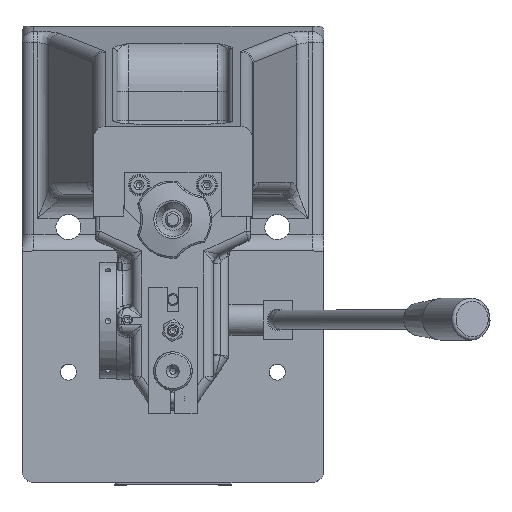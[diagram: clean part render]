
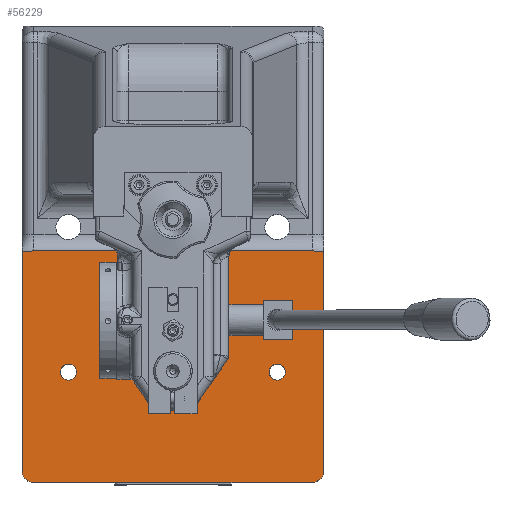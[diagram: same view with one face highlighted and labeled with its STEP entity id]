
A CAD part, top view. The second image highlights one B-rep face of the part: STEP entity #56229.
In plain terms, the highlighted planar face has unit normal (0, 0, 1).
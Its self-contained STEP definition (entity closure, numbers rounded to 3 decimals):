
#1299=B_SPLINE_CURVE_WITH_KNOTS('',3,(#74718,#74719,#74720,#74721,#74722,
#74723),.UNSPECIFIED.,.F.,.F.,(4,2,4),(-0.563,-0.307,
0.),.UNSPECIFIED.);
#1300=B_SPLINE_CURVE_WITH_KNOTS('',3,(#74734,#74735,#74736,#74737,#74738,
#74739),.UNSPECIFIED.,.F.,.F.,(4,2,4),(0.,0.307,0.563),
 .UNSPECIFIED.);
#4165=FACE_BOUND('',#8981,.T.);
#4166=FACE_BOUND('',#8982,.T.);
#4167=FACE_BOUND('',#8983,.T.);
#4168=FACE_BOUND('',#8984,.T.);
#4645=CIRCLE('',#59392,4.188);
#4647=CIRCLE('',#59395,4.188);
#4649=CIRCLE('',#59400,10.);
#4717=CIRCLE('',#59530,6.);
#4718=CIRCLE('',#59531,6.);
#8981=EDGE_LOOP('',(#35700));
#8982=EDGE_LOOP('',(#35701));
#8983=EDGE_LOOP('',(#35702));
#8984=EDGE_LOOP('',(#35703,#35704,#35705,#35706,#35707,#35708,#35709,#35710));
#12627=LINE('',#74716,#17261);
#12628=LINE('',#74725,#17262);
#12629=LINE('',#74729,#17263);
#12630=LINE('',#74733,#17264);
#17261=VECTOR('',#63137,144.);
#17262=VECTOR('',#63138,113.232);
#17263=VECTOR('',#63141,144.);
#17264=VECTOR('',#63144,113.232);
#21869=VERTEX_POINT('',#73995);
#21872=VERTEX_POINT('',#74011);
#21882=VERTEX_POINT('',#74036);
#22026=VERTEX_POINT('',#74714);
#22027=VERTEX_POINT('',#74715);
#22028=VERTEX_POINT('',#74717);
#22029=VERTEX_POINT('',#74724);
#22030=VERTEX_POINT('',#74726);
#22031=VERTEX_POINT('',#74728);
#22032=VERTEX_POINT('',#74730);
#22033=VERTEX_POINT('',#74732);
#27220=EDGE_CURVE('',#21869,#21869,#4645,.T.);
#27223=EDGE_CURVE('',#21872,#21872,#4647,.T.);
#27235=EDGE_CURVE('',#21882,#21882,#4649,.T.);
#27429=EDGE_CURVE('',#22026,#22027,#12627,.T.);
#27430=EDGE_CURVE('',#22028,#22026,#1299,.T.);
#27431=EDGE_CURVE('',#22029,#22028,#12628,.T.);
#27432=EDGE_CURVE('',#22030,#22029,#4717,.T.);
#27433=EDGE_CURVE('',#22031,#22030,#12629,.T.);
#27434=EDGE_CURVE('',#22032,#22031,#4718,.T.);
#27435=EDGE_CURVE('',#22033,#22032,#12630,.T.);
#27436=EDGE_CURVE('',#22027,#22033,#1300,.T.);
#35700=ORIENTED_EDGE('',*,*,#27220,.T.);
#35701=ORIENTED_EDGE('',*,*,#27223,.T.);
#35702=ORIENTED_EDGE('',*,*,#27235,.T.);
#35703=ORIENTED_EDGE('',*,*,#27429,.F.);
#35704=ORIENTED_EDGE('',*,*,#27430,.F.);
#35705=ORIENTED_EDGE('',*,*,#27431,.F.);
#35706=ORIENTED_EDGE('',*,*,#27432,.F.);
#35707=ORIENTED_EDGE('',*,*,#27433,.F.);
#35708=ORIENTED_EDGE('',*,*,#27434,.F.);
#35709=ORIENTED_EDGE('',*,*,#27435,.F.);
#35710=ORIENTED_EDGE('',*,*,#27436,.F.);
#51595=PLANE('',#59529);
#56229=ADVANCED_FACE('',(#4165,#4166,#4167,#4168),#51595,.T.);
#59392=AXIS2_PLACEMENT_3D('',#73996,#62761,#62762);
#59395=AXIS2_PLACEMENT_3D('',#74012,#62767,#62768);
#59400=AXIS2_PLACEMENT_3D('',#74037,#62787,#62788);
#59529=AXIS2_PLACEMENT_3D('',#74713,#63135,#63136);
#59530=AXIS2_PLACEMENT_3D('',#74727,#63139,#63140);
#59531=AXIS2_PLACEMENT_3D('',#74731,#63142,#63143);
#62761=DIRECTION('center_axis',(0.,0.,
-1.));
#62762=DIRECTION('ref_axis',(0.707,-0.707,0.));
#62767=DIRECTION('center_axis',(0.,0.,
-1.));
#62768=DIRECTION('ref_axis',(0.707,-0.707,0.));
#62787=DIRECTION('center_axis',(0.,0.,
-1.));
#62788=DIRECTION('ref_axis',(0.707,-0.707,0.));
#63135=DIRECTION('center_axis',(0.,0.,
1.));
#63136=DIRECTION('ref_axis',(0.707,-0.707,0.));
#63137=DIRECTION('',(1.,0.,0.));
#63138=DIRECTION('',(0.,1.,0.));
#63139=DIRECTION('center_axis',(0.,0.,
-1.));
#63140=DIRECTION('ref_axis',(-0.707,-0.707,0.));
#63141=DIRECTION('',(-1.,0.,0.));
#63142=DIRECTION('center_axis',(0.,0.,
-1.));
#63143=DIRECTION('ref_axis',(0.707,-0.707,0.));
#63144=DIRECTION('',(0.,-1.,0.));
#73995=CARTESIAN_POINT('',(60.254,54.039,13.884));
#73996=CARTESIAN_POINT('Origin',(57.293,57.,13.884));
#74011=CARTESIAN_POINT('',(-47.746,54.039,13.884));
#74012=CARTESIAN_POINT('Origin',(-50.707,57.,13.884));
#74036=CARTESIAN_POINT('',(10.364,49.929,13.884));
#74037=CARTESIAN_POINT('Origin',(3.293,57.,13.884));
#74713=CARTESIAN_POINT('Origin',(4.844,59.853,13.884));
#74714=CARTESIAN_POINT('',(-68.707,119.708,13.884));
#74715=CARTESIAN_POINT('',(75.293,119.708,13.884));
#74716=CARTESIAN_POINT('',(-35.707,119.708,13.884));
#74717=CARTESIAN_POINT('',(-74.707,119.232,13.884));
#74718=CARTESIAN_POINT('Ctrl Pts',(-74.707,119.232,13.884));
#74719=CARTESIAN_POINT('Ctrl Pts',(-73.832,119.325,13.884));
#74720=CARTESIAN_POINT('Ctrl Pts',(-72.9,119.44,13.884));
#74721=CARTESIAN_POINT('Ctrl Pts',(-70.849,119.641,13.884));
#74722=CARTESIAN_POINT('Ctrl Pts',(-69.729,119.708,13.884));
#74723=CARTESIAN_POINT('Ctrl Pts',(-68.707,119.708,13.884));
#74724=CARTESIAN_POINT('',(-74.707,6.,13.884));
#74725=CARTESIAN_POINT('',(-74.707,57.426,13.884));
#74726=CARTESIAN_POINT('',(-68.707,0.,13.884));
#74727=CARTESIAN_POINT('Origin',(-68.707,6.,13.884));
#74728=CARTESIAN_POINT('',(75.293,0.,13.884));
#74729=CARTESIAN_POINT('',(-34.932,0.,13.884));
#74730=CARTESIAN_POINT('',(81.293,6.,13.884));
#74731=CARTESIAN_POINT('Origin',(75.293,6.,13.884));
#74732=CARTESIAN_POINT('',(81.293,119.232,13.884));
#74733=CARTESIAN_POINT('',(81.293,149.426,13.884));
#74734=CARTESIAN_POINT('Ctrl Pts',(75.293,119.708,13.884));
#74735=CARTESIAN_POINT('Ctrl Pts',(76.315,119.708,13.884));
#74736=CARTESIAN_POINT('Ctrl Pts',(77.435,119.641,13.884));
#74737=CARTESIAN_POINT('Ctrl Pts',(79.486,119.44,13.884));
#74738=CARTESIAN_POINT('Ctrl Pts',(80.418,119.325,13.884));
#74739=CARTESIAN_POINT('Ctrl Pts',(81.293,119.232,13.884));
